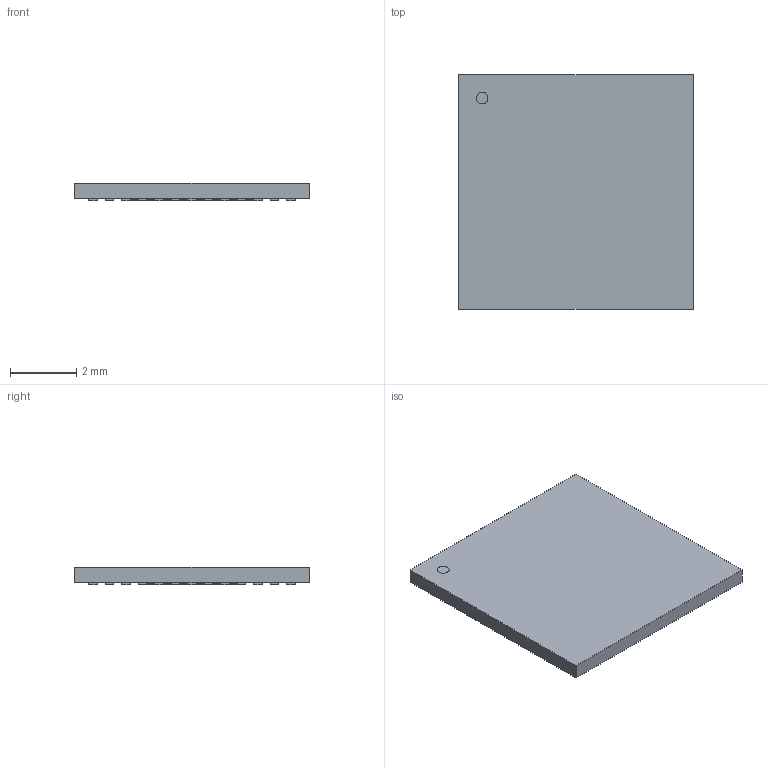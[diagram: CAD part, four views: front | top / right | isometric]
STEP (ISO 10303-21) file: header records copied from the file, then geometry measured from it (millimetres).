
FILE_DESCRIPTION(('STEP AP214'),'1');
FILE_NAME('CC-88-1_ADI','2025-05-24T07:38:26',(''),(''),'','','');
FILE_SCHEMA(('AUTOMOTIVE_DESIGN'));
Length unit declared in the file: millimetre
Products named in the file (1): product
Bounding box: 7.11 x 7.11 x 0.54 mm (x, y, z)
Volume: 25 mm3; surface area: 189.2 mm2
Topology: 92 solids, 92 shells, 549 faces, 1095 edges, 730 vertices
Faces by surface type: plane 548, cylinder 1
Full cylindrical faces by diameter (mm): 0.356 x1
Entity records: 13333 total; most frequent: DIRECTION 2198, ORIENTED_EDGE 2188, CARTESIAN_POINT 1283, EDGE_CURVE 1094, LINE 1092, VECTOR 1092, VERTEX_POINT 730, AXIS2_PLACEMENT_3D 553
